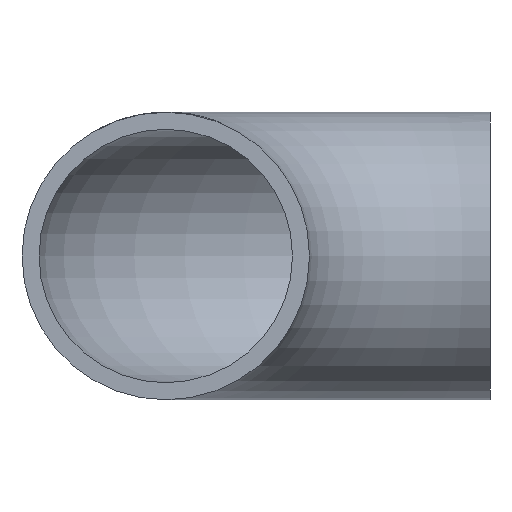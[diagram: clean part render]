
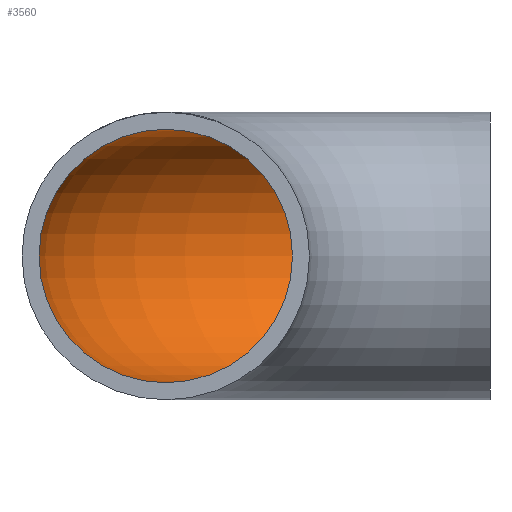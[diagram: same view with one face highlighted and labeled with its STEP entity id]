
A CAD part, front view. The second image highlights one B-rep face of the part: STEP entity #3560.
In plain terms, the highlighted toroidal (fillet/blend) face has major radius 38 mm and minor radius 14.85 mm.
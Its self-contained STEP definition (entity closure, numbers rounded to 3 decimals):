
#188 = VERTEX_POINT ( 'NONE', #254 ) ;
#254 = CARTESIAN_POINT ( 'NONE',  ( 0., 52.85, 0. ) ) ;
#490 = ORIENTED_EDGE ( 'NONE', *, *, #1415, .F. ) ;
#1415 = EDGE_CURVE ( 'NONE', #7703, #7703, #8730, .T. ) ;
#1426 = AXIS2_PLACEMENT_3D ( 'NONE', #8588, #2703, #4874 ) ;
#1515 = FACE_OUTER_BOUND ( 'NONE', #6177, .T. ) ;
#1958 = DIRECTION ( 'NONE',  ( -1., 0., 0. ) ) ;
#2065 = AXIS2_PLACEMENT_3D ( 'NONE', #3816, #2460, #7525 ) ;
#2460 = DIRECTION ( 'NONE',  ( 1., 0., 0. ) ) ;
#2469 = EDGE_CURVE ( 'NONE', #188, #188, #3936, .T. ) ;
#2703 = DIRECTION ( 'NONE',  ( 0., 1., 0. ) ) ;
#3052 = TOROIDAL_SURFACE ( 'NONE', #4492, 38., 14.85 ) ;
#3369 = EDGE_LOOP ( 'NONE', ( #3625 ) ) ;
#3560 = ADVANCED_FACE ( 'NONE', ( #9065, #1515 ), #3052, .F. ) ;
#3625 = ORIENTED_EDGE ( 'NONE', *, *, #2469, .T. ) ;
#3816 = CARTESIAN_POINT ( 'NONE',  ( 0., 38., 0. ) ) ;
#3936 = CIRCLE ( 'NONE', #2065, 14.85 ) ;
#4492 = AXIS2_PLACEMENT_3D ( 'NONE', #7964, #8705, #1958 ) ;
#4874 = DIRECTION ( 'NONE',  ( 0., 0., 1. ) ) ;
#6177 = EDGE_LOOP ( 'NONE', ( #490 ) ) ;
#7525 = DIRECTION ( 'NONE',  ( 0., 1., 0. ) ) ;
#7703 = VERTEX_POINT ( 'NONE', #9050 ) ;
#7964 = CARTESIAN_POINT ( 'NONE',  ( 0., 0., 0. ) ) ;
#8588 = CARTESIAN_POINT ( 'NONE',  ( -38., 0., 0. ) ) ;
#8705 = DIRECTION ( 'NONE',  ( 0., 0., -1. ) ) ;
#8730 = CIRCLE ( 'NONE', #1426, 14.85 ) ;
#9050 = CARTESIAN_POINT ( 'NONE',  ( -38., 0., 14.85 ) ) ;
#9065 = FACE_OUTER_BOUND ( 'NONE', #3369, .T. ) ;
